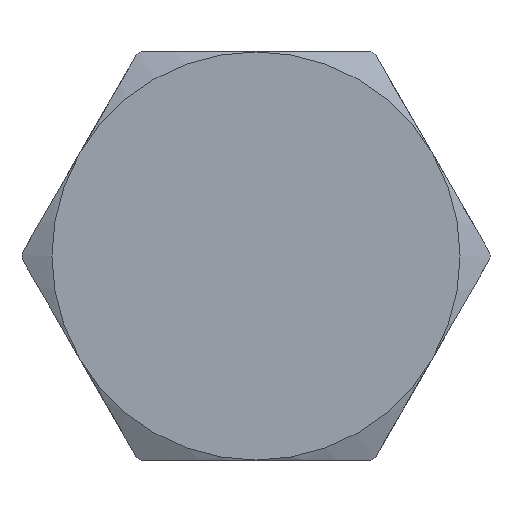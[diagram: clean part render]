
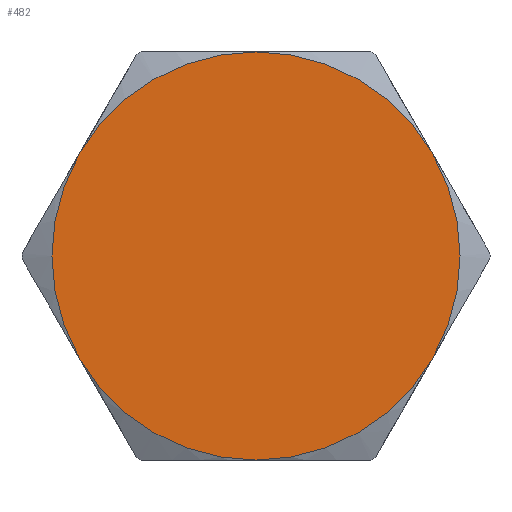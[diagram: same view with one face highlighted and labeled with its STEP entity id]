
A CAD part, left-side view. The second image highlights one B-rep face of the part: STEP entity #482.
In plain terms, the highlighted planar face has unit normal (-1, 0, 0).
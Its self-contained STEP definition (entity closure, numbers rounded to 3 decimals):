
#92=PLANE('',#548);
#128=FACE_OUTER_BOUND('',#165,.T.);
#165=EDGE_LOOP('',(#431,#432,#433,#434,#435,#436));
#182=CIRCLE('',#518,12.);
#183=CIRCLE('',#520,12.);
#186=CIRCLE('',#524,12.);
#187=CIRCLE('',#526,12.);
#190=CIRCLE('',#530,12.);
#199=CIRCLE('',#547,12.);
#213=VERTEX_POINT('',#2487);
#218=VERTEX_POINT('',#2502);
#223=VERTEX_POINT('',#2517);
#228=VERTEX_POINT('',#2532);
#233=VERTEX_POINT('',#2547);
#238=VERTEX_POINT('',#2562);
#293=EDGE_CURVE('',#238,#223,#182,.T.);
#294=EDGE_CURVE('',#223,#228,#183,.T.);
#297=EDGE_CURVE('',#228,#218,#186,.T.);
#298=EDGE_CURVE('',#218,#233,#187,.T.);
#301=EDGE_CURVE('',#233,#213,#190,.T.);
#310=EDGE_CURVE('',#213,#238,#199,.T.);
#431=ORIENTED_EDGE('',*,*,#298,.F.);
#432=ORIENTED_EDGE('',*,*,#297,.F.);
#433=ORIENTED_EDGE('',*,*,#294,.F.);
#434=ORIENTED_EDGE('',*,*,#293,.F.);
#435=ORIENTED_EDGE('',*,*,#310,.F.);
#436=ORIENTED_EDGE('',*,*,#301,.F.);
#482=ADVANCED_FACE('',(#128),#92,.T.);
#518=AXIS2_PLACEMENT_3D('',#2578,#620,#621);
#520=AXIS2_PLACEMENT_3D('',#2580,#624,#625);
#524=AXIS2_PLACEMENT_3D('',#2584,#632,#633);
#526=AXIS2_PLACEMENT_3D('',#2586,#636,#637);
#530=AXIS2_PLACEMENT_3D('',#2590,#644,#645);
#547=AXIS2_PLACEMENT_3D('',#2608,#678,#679);
#548=AXIS2_PLACEMENT_3D('',#2609,#680,#681);
#620=DIRECTION('center_axis',(1.,0.,0.));
#621=DIRECTION('ref_axis',(0.,-1.,0.));
#624=DIRECTION('center_axis',(1.,0.,0.));
#625=DIRECTION('ref_axis',(0.,-1.,0.));
#632=DIRECTION('center_axis',(1.,0.,0.));
#633=DIRECTION('ref_axis',(0.,-1.,0.));
#636=DIRECTION('center_axis',(1.,0.,0.));
#637=DIRECTION('ref_axis',(0.,-1.,0.));
#644=DIRECTION('center_axis',(1.,0.,0.));
#645=DIRECTION('ref_axis',(0.,-1.,0.));
#678=DIRECTION('center_axis',(1.,0.,0.));
#679=DIRECTION('ref_axis',(0.,-1.,0.));
#680=DIRECTION('center_axis',(-1.,0.,0.));
#681=DIRECTION('ref_axis',(0.,0.,1.));
#2487=CARTESIAN_POINT('',(-19.26,0.,12.));
#2502=CARTESIAN_POINT('',(-19.26,10.392,-6.));
#2517=CARTESIAN_POINT('',(-19.26,-10.392,-6.));
#2532=CARTESIAN_POINT('',(-19.26,0.,-12.));
#2547=CARTESIAN_POINT('',(-19.26,10.392,6.));
#2562=CARTESIAN_POINT('',(-19.26,-10.392,6.));
#2578=CARTESIAN_POINT('Origin',(-19.26,0.,0.));
#2580=CARTESIAN_POINT('Origin',(-19.26,0.,0.));
#2584=CARTESIAN_POINT('Origin',(-19.26,0.,0.));
#2586=CARTESIAN_POINT('Origin',(-19.26,0.,0.));
#2590=CARTESIAN_POINT('Origin',(-19.26,0.,0.));
#2608=CARTESIAN_POINT('Origin',(-19.26,0.,0.));
#2609=CARTESIAN_POINT('Origin',(-19.26,0.,0.));
